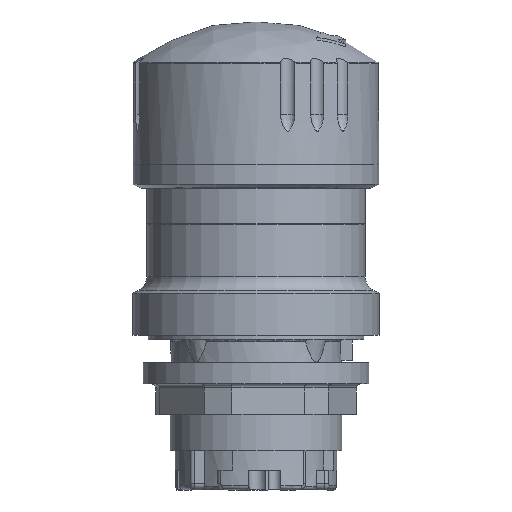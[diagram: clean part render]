
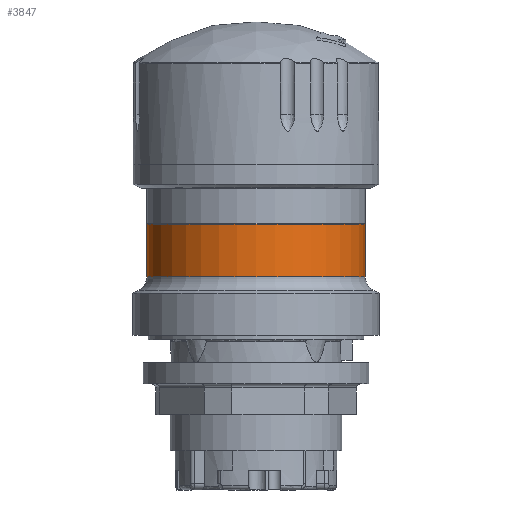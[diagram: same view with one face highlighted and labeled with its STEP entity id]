
A CAD part, front view. The second image highlights one B-rep face of the part: STEP entity #3847.
In plain terms, the highlighted cylindrical face has radius 14 mm (diameter 28 mm), a full revolution.
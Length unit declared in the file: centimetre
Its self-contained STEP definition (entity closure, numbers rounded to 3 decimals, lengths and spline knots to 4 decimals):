
#88=FACE_BOUND('',#1233,.T.);
#190=CYLINDRICAL_SURFACE('',#4303,1.4);
#969=FACE_OUTER_BOUND('',#1232,.T.);
#1232=EDGE_LOOP('',(#3531));
#1233=EDGE_LOOP('',(#3532));
#1470=CIRCLE('',#4302,1.4);
#1471=CIRCLE('',#4304,1.4);
#1843=VERTEX_POINT('',#8227);
#1844=VERTEX_POINT('',#8230);
#2406=EDGE_CURVE('',#1843,#1843,#1470,.T.);
#2407=EDGE_CURVE('',#1844,#1844,#1471,.T.);
#3531=ORIENTED_EDGE('',*,*,#2406,.F.);
#3532=ORIENTED_EDGE('',*,*,#2407,.T.);
#3847=ADVANCED_FACE('',(#969,#88),#190,.T.);
#4302=AXIS2_PLACEMENT_3D('',#8228,#5406,#5407);
#4303=AXIS2_PLACEMENT_3D('',#8229,#5408,#5409);
#4304=AXIS2_PLACEMENT_3D('',#8231,#5410,#5411);
#5406=DIRECTION('center_axis',(0.,0.,
1.));
#5407=DIRECTION('ref_axis',(0.,1.,0.));
#5408=DIRECTION('center_axis',(0.,0.,
1.));
#5409=DIRECTION('ref_axis',(0.,1.,0.));
#5410=DIRECTION('center_axis',(0.,0.,
1.));
#5411=DIRECTION('ref_axis',(0.,1.,0.));
#8227=CARTESIAN_POINT('',(0.,1.4182,3.3918));
#8228=CARTESIAN_POINT('Origin',(0.,0.0182,
3.3918));
#8229=CARTESIAN_POINT('Origin',(0.,0.0182,
3.0549));
#8230=CARTESIAN_POINT('',(0.,1.4182,2.7181));
#8231=CARTESIAN_POINT('Origin',(0.,0.0182,
2.7181));
